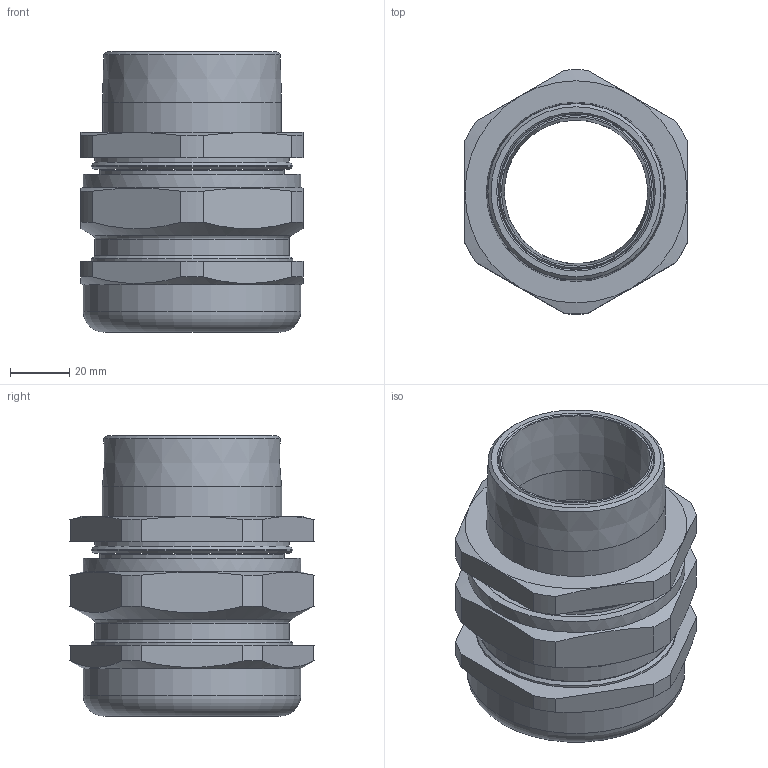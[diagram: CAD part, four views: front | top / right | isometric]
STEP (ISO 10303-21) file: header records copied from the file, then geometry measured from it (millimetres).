
FILE_DESCRIPTION (( 'STEP AP203' ), '1' );
FILE_NAME ('TMCX200NB1RA536.STEP', '2019-10-25T11:13:59', ( '' ), ( '' ), 'SwSTEP 2.0', 'SolidWorks 2017', '' );
FILE_SCHEMA (( 'CONFIG_CONTROL_DESIGN' ));
Length unit declared in the file: millimetre
Products named in the file (1): TMCX200NB1RA536
Bounding box: 75 x 82.46 x 94.6 mm (x, y, z)
Surface area: 59634.2 mm2 (no closed solid volume)
Topology: 0 solids, 10 shells, 91 faces, 221 edges, 141 vertices
Faces by surface type: cylinder 34, plane 29, cone 25, torus 3
Full cylindrical faces by diameter (mm): 48.4 x1, 52.45 x1, 52.55 x1, 53 x1, 56 x2, 56.1 x1, 56.5 x1, 60.5 x1, 62.19 x1, 65.6 x1, 65.75 x1, 68 x2, 73.5 x2
Entity records: 2678 total; most frequent: CARTESIAN_POINT 660, DIRECTION 424, ORIENTED_EDGE 330, AXIS2_PLACEMENT_3D 188, EDGE_CURVE 174, EDGE_LOOP 138, VERTEX_POINT 132, FACE_OUTER_BOUND 108
